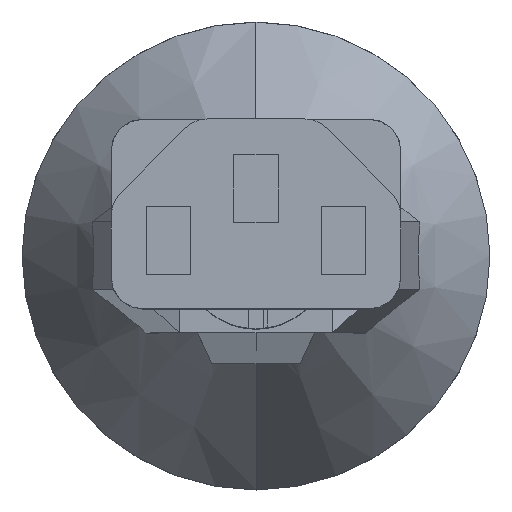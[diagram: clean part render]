
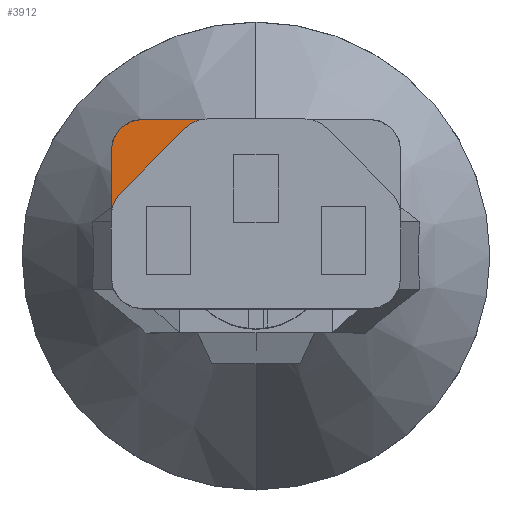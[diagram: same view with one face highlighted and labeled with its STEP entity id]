
A CAD part, top view. The second image highlights one B-rep face of the part: STEP entity #3912.
In plain terms, the highlighted planar face has unit normal (0, 0, 1).
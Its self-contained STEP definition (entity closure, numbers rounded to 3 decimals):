
#248 = AXIS2_PLACEMENT_3D ( 'NONE', #4884, #4872, #4860 ) ;
#347 = CARTESIAN_POINT ( 'NONE',  ( -5.732, 14.668, 0. ) ) ;
#410 = CARTESIAN_POINT ( 'NONE',  ( -9.25, 15.4, 0. ) ) ;
#548 = EDGE_CURVE ( 'NONE', #889, #4097, #2253, .T. ) ;
#666 = VECTOR ( 'NONE', #2841, 1000. ) ;
#805 = EDGE_CURVE ( 'NONE', #9483, #9142, #2380, .T. ) ;
#821 = AXIS2_PLACEMENT_3D ( 'NONE', #3305, #1073, #10130 ) ;
#889 = VERTEX_POINT ( 'NONE', #347 ) ;
#1073 = DIRECTION ( 'NONE',  ( 0., 0., 1. ) ) ;
#1088 = AXIS2_PLACEMENT_3D ( 'NONE', #8471, #1717, #7308 ) ;
#1673 = ORIENTED_EDGE ( 'NONE', *, *, #548, .F. ) ;
#1703 = CARTESIAN_POINT ( 'NONE',  ( -11.75, 2.5, 0. ) ) ;
#1717 = DIRECTION ( 'NONE',  ( 0., 0., 1. ) ) ;
#1951 = CARTESIAN_POINT ( 'NONE',  ( -5.732, 14.668, 0. ) ) ;
#1954 = CIRCLE ( 'NONE', #248, 2.5 ) ;
#1996 = CARTESIAN_POINT ( 'NONE',  ( -3.964, 15.4, 0. ) ) ;
#2097 = DIRECTION ( 'NONE',  ( 0., -1., 0. ) ) ;
#2253 = LINE ( 'NONE', #1951, #666 ) ;
#2318 = EDGE_CURVE ( 'NONE', #9483, #889, #5617, .T. ) ;
#2380 = LINE ( 'NONE', #410, #6757 ) ;
#2788 = CARTESIAN_POINT ( 'NONE',  ( 9.25, 12.9, 0. ) ) ;
#2841 = DIRECTION ( 'NONE',  ( -0.707, -0.707, 0. ) ) ;
#3305 = CARTESIAN_POINT ( 'NONE',  ( -9.25, 7.614, 0. ) ) ;
#3427 = VERTEX_POINT ( 'NONE', #8115 ) ;
#3912 = ADVANCED_FACE ( 'NONE', ( #7884 ), #9602, .F. ) ;
#4097 = VERTEX_POINT ( 'NONE', #9929 ) ;
#4765 = EDGE_LOOP ( 'NONE', ( #8562, #1673, #6904, #5045, #8713, #9945 ) ) ;
#4860 = DIRECTION ( 'NONE',  ( -1., 0., 0. ) ) ;
#4872 = DIRECTION ( 'NONE',  ( 0., 0., 1. ) ) ;
#4884 = CARTESIAN_POINT ( 'NONE',  ( -9.25, 12.9, 0. ) ) ;
#5045 = ORIENTED_EDGE ( 'NONE', *, *, #805, .T. ) ;
#5069 = DIRECTION ( 'NONE',  ( -1., 0., 0. ) ) ;
#5242 = VECTOR ( 'NONE', #2097, 1000. ) ;
#5431 = EDGE_CURVE ( 'NONE', #4097, #9030, #9657, .T. ) ;
#5617 = CIRCLE ( 'NONE', #1088, 2.5 ) ;
#5776 = EDGE_CURVE ( 'NONE', #3427, #9030, #7621, .T. ) ;
#6757 = VECTOR ( 'NONE', #5069, 1000. ) ;
#6904 = ORIENTED_EDGE ( 'NONE', *, *, #2318, .F. ) ;
#7308 = DIRECTION ( 'NONE',  ( 1., 0., 0. ) ) ;
#7400 = CARTESIAN_POINT ( 'NONE',  ( -9.25, 15.4, 0. ) ) ;
#7621 = LINE ( 'NONE', #1703, #5242 ) ;
#7813 = EDGE_CURVE ( 'NONE', #9142, #3427, #1954, .T. ) ;
#7884 = FACE_OUTER_BOUND ( 'NONE', #4765, .T. ) ;
#8081 = CARTESIAN_POINT ( 'NONE',  ( -11.75, 7.614, 0. ) ) ;
#8115 = CARTESIAN_POINT ( 'NONE',  ( -11.75, 12.9, 0. ) ) ;
#8471 = CARTESIAN_POINT ( 'NONE',  ( -3.964, 12.9, 0. ) ) ;
#8562 = ORIENTED_EDGE ( 'NONE', *, *, #5431, .F. ) ;
#8586 = AXIS2_PLACEMENT_3D ( 'NONE', #2788, #9191, #9759 ) ;
#8713 = ORIENTED_EDGE ( 'NONE', *, *, #7813, .T. ) ;
#9030 = VERTEX_POINT ( 'NONE', #8081 ) ;
#9142 = VERTEX_POINT ( 'NONE', #7400 ) ;
#9191 = DIRECTION ( 'NONE',  ( 0., 0., -1. ) ) ;
#9483 = VERTEX_POINT ( 'NONE', #1996 ) ;
#9602 = PLANE ( 'NONE',  #8586 ) ;
#9657 = CIRCLE ( 'NONE', #821, 2.5 ) ;
#9759 = DIRECTION ( 'NONE',  ( -1., 0., 0. ) ) ;
#9929 = CARTESIAN_POINT ( 'NONE',  ( -11.018, 9.382, 0. ) ) ;
#9945 = ORIENTED_EDGE ( 'NONE', *, *, #5776, .T. ) ;
#10130 = DIRECTION ( 'NONE',  ( 1., 0., 0. ) ) ;
